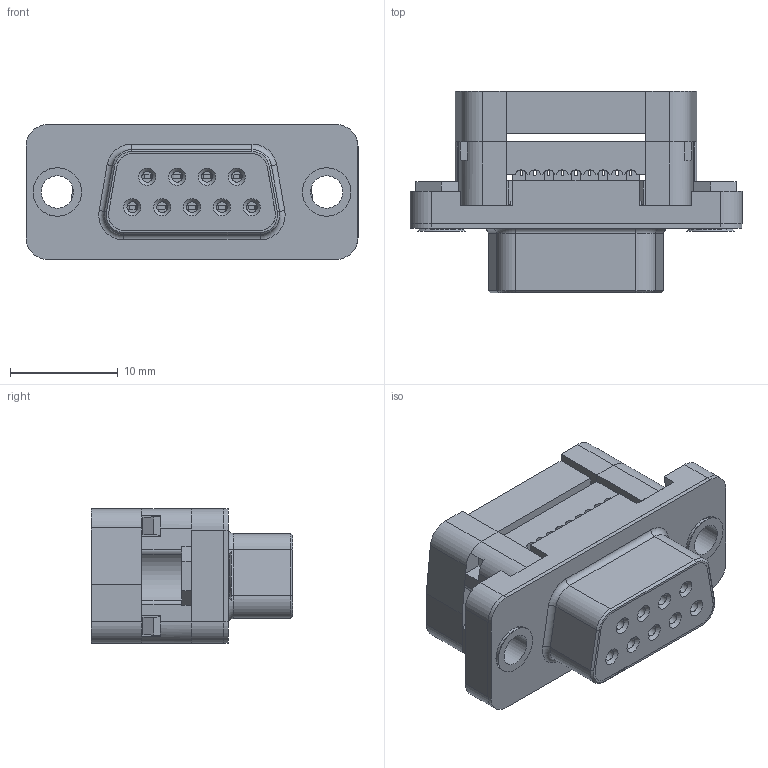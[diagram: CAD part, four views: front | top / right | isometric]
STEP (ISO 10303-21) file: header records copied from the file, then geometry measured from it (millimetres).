
FILE_DESCRIPTION(/* description */ ('Unknown'),/* implementation_level */ '2;1');
FILE_NAME(/* name */ '618009227221',/* time_stamp */ '2018-10-29T17:17:57+01:00',/* author */ ('Unknown'),/* organization */ ('Unknown'),/* preprocessor_version */ 'ST-DEVELOPER v16.7',/* originating_system */ 'DEX',/* authorisation */ $);
FILE_SCHEMA (('AUTOMOTIVE_DESIGN {1 0 10303 214 3 1 1}'));
Length unit declared in the file: millimetre
Products named in the file (15): 6180xx227221_Close; 618009227221; 6180xx227221_PIN; 6180xx227221_PIN02; 61800922x221_Strain Relief; 6180xx227221_PIN04; 61800922x221_Pad; 6180xx227221_PIN05; 6180xx22x221_ECROU; 6180xx227221_PIN03; 6180xx227221_PIN20; 6180xx227221_PIN21; 6180xx227221_PIN22; 6180xx227221_PIN23
Assembly tree (15 placements, depth 2):
  6180xx227221_Close
    618009227221
    6180xx227221_PIN
    6180xx227221_PIN02
    61800922x221_Strain Relief
    6180xx227221_PIN04
    61800922x221_Pad
    6180xx227221_PIN05
    6180xx22x221_ECROU  x2
    618009227221
    6180xx227221_PIN03
    6180xx227221_PIN20
    6180xx227221_PIN21
    6180xx227221_PIN22
    6180xx227221_PIN23
Bounding box: 30.81 x 18.7 x 12.5 mm (x, y, z)
Volume: 3530.3 mm3; surface area: 6212.7 mm2
Topology: 15 solids, 15 shells, 1099 faces, 2997 edges, 1927 vertices
Faces by surface type: plane 862, cylinder 170, bspline 36, cone 17, torus 14
Full cylindrical faces by diameter (mm): 1 x9, 3 x2, 4 x4, 4.1 x2, 4.5 x2
Entity records: 37891 total; most frequent: CARTESIAN_POINT 6648, ORIENTED_EDGE 5848, DIRECTION 5430, EDGE_CURVE 2924, LINE 2406, VECTOR 2406, VERTEX_POINT 1894, AXIS2_PLACEMENT_3D 1512
